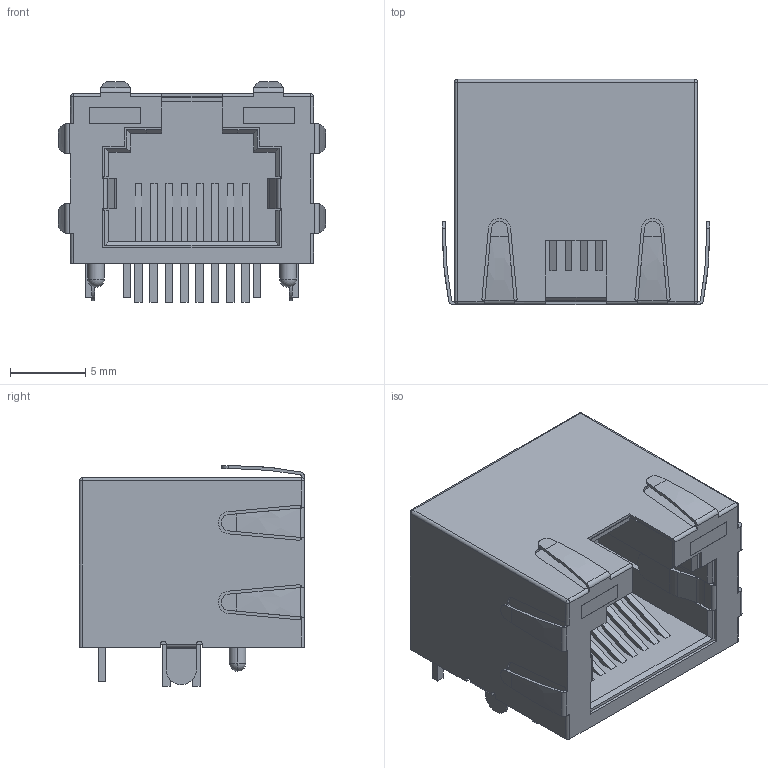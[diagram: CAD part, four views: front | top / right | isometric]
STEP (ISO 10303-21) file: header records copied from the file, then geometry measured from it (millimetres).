
FILE_DESCRIPTION(('FreeCAD Model'),'2;1');
FILE_NAME('x28addb2a6dy4008.stp','2023-02-17T10:03:48',('Author'),(''), 'Open CASCADE STEP processor 7.3','FreeCAD','Unknown');
FILE_SCHEMA(('CONFIG_CONTROL_DESIGN','SHAPE_APPEARANCE_LAYER_MIM'));
Length unit declared in the file: millimetre
Products named in the file (7): X28ADDB2A6DY4008_ASM; PCBMODEL_ASM; U1_ASM; RJ45-TH_XKB_X28ADDB2A6DY4008_ASM; U2_ASM; RJ45-TH_XKB_X28ADDB2A6DY4008_ASM001; SOLID001
Assembly tree (6 placements, depth 5):
  X28ADDB2A6DY4008_ASM
    PCBMODEL_ASM
      U1_ASM
        RJ45-TH_XKB_X28ADDB2A6DY4008_ASM
      U2_ASM
        RJ45-TH_XKB_X28ADDB2A6DY4008_ASM001
          SOLID001
Bounding box: 17.8 x 15.02 x 14.7 mm (x, y, z)
Volume: 1712.9 mm3; surface area: 3443.6 mm2
Topology: 1 solids, 1 shells, 375 faces, 1093 edges, 712 vertices
Faces by surface type: plane 251, cylinder 104, extrusion 12, sphere 8
Entity records: 28463 total; most frequent: CARTESIAN_POINT 6691, DIRECTION 3959, VECTOR 2725, LINE 2713, ORIENTED_EDGE 2170, PCURVE 2170, DEFINITIONAL_REPRESENTATION 2170, EDGE_CURVE 1085
